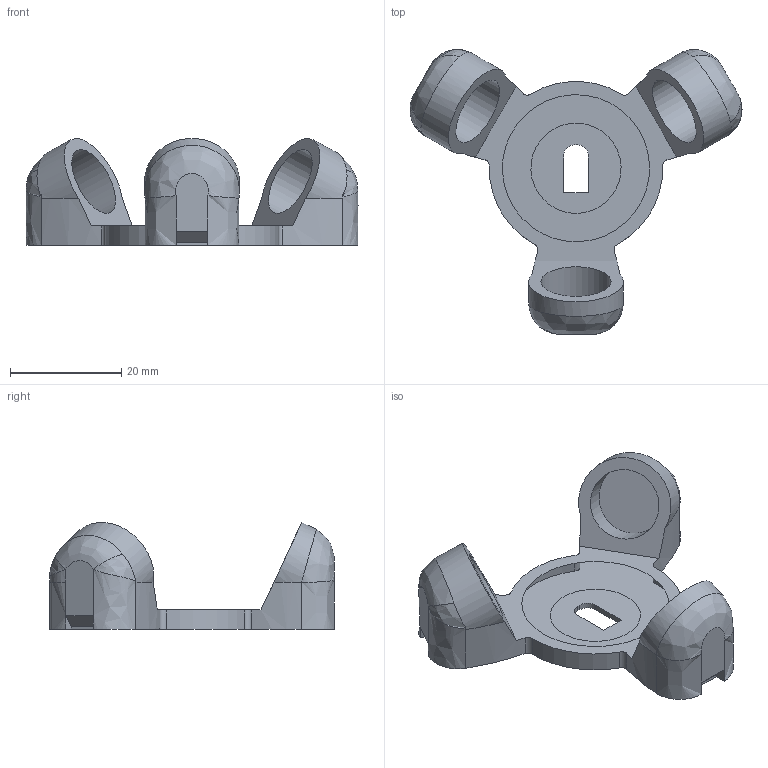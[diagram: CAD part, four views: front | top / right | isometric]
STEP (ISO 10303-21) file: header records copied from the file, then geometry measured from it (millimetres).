
FILE_DESCRIPTION(/* description */ ('STEP AP242'),/* implementation_level */ '2;1');
FILE_NAME(/* name */ '34mm-trackball-support.step',/* time_stamp */ '2025-10-20T13:43:24+09:00',/* author */ (''),/* organization */ (''),/* preprocessor_version */ 'ST-DEVELOPER v20.1',/* originating_system */ 'Autodesk Translation Framework v14.17.0.0',/* authorisation */ '');
FILE_SCHEMA (('AUTOMOTIVE_DESIGN { 1 0 10303 214 3 1 1 }'));
Length unit declared in the file: millimetre
Products named in the file (1): Top-support-34mm
Bounding box: 59.81 x 51.3 x 19.23 mm (x, y, z)
Volume: 8678.9 mm3; surface area: 6140.9 mm2
Topology: 1 solids, 1 shells, 66 faces, 208 edges, 145 vertices
Faces by surface type: plane 28, bspline 26, cylinder 11, cone 1
Full cylindrical faces by diameter (mm): 12.7 x3
Entity records: 9399 total; most frequent: CARTESIAN_POINT 7695, ORIENTED_EDGE 410, DIRECTION 257, EDGE_CURVE 205, VERTEX_POINT 145, AXIS2_PLACEMENT_3D 89, LINE 79, VECTOR 79
